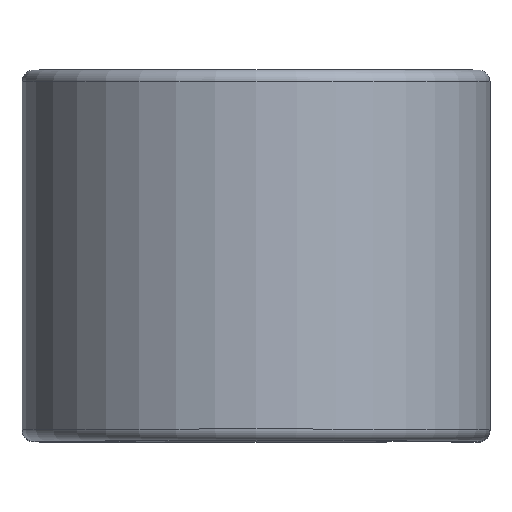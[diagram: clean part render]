
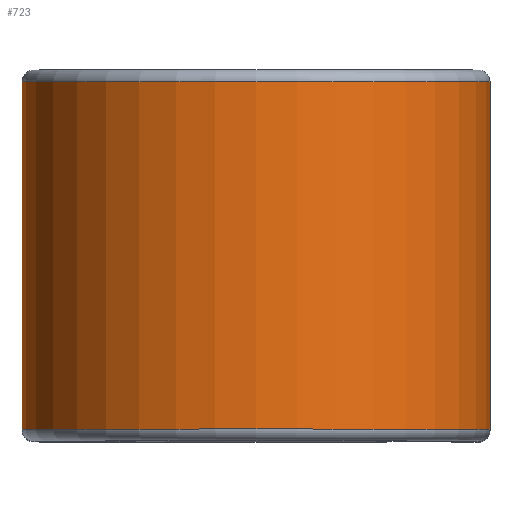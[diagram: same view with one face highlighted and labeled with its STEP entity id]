
A CAD part, top view. The second image highlights one B-rep face of the part: STEP entity #723.
In plain terms, the highlighted cylindrical face has radius 15.011 mm (diameter 30.023 mm), a partial arc.
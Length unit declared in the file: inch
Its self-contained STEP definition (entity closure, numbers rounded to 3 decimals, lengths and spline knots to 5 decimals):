
#111 = CARTESIAN_POINT ( 'NONE',  ( 0., 0.4375, 0.937 ) ) ;
#161 = DIRECTION ( 'NONE',  ( 0., 1., 0. ) ) ;
#260 = CARTESIAN_POINT ( 'NONE',  ( 0., -0.43875, 0.937 ) ) ;
#274 = CARTESIAN_POINT ( 'NONE',  ( -0.591, 0.43875, 0.937 ) ) ;
#462 = FACE_OUTER_BOUND ( 'NONE', #1182, .T. ) ;
#474 = ORIENTED_EDGE ( 'NONE', *, *, #829, .T. ) ;
#497 = DIRECTION ( 'NONE',  ( 0., 0., -1. ) ) ;
#512 = VERTEX_POINT ( 'NONE', #274 ) ;
#644 = CIRCLE ( 'NONE', #2998, 0.591 ) ;
#707 = VERTEX_POINT ( 'NONE', #1062 ) ;
#714 = CARTESIAN_POINT ( 'NONE',  ( -0.591, 0.43875, 0.937 ) ) ;
#723 = ADVANCED_FACE ( 'NONE', ( #462 ), #1973, .T. ) ;
#762 = CIRCLE ( 'NONE', #2792, 0.591 ) ;
#829 = EDGE_CURVE ( 'NONE', #2611, #707, #2686, .T. ) ;
#1046 = EDGE_CURVE ( 'NONE', #2611, #1176, #762, .T. ) ;
#1055 = LINE ( 'NONE', #714, #1590 ) ;
#1062 = CARTESIAN_POINT ( 'NONE',  ( 0.591, 0.43875, 0.937 ) ) ;
#1093 = CARTESIAN_POINT ( 'NONE',  ( 0., 0.43875, 0.937 ) ) ;
#1176 = VERTEX_POINT ( 'NONE', #2219 ) ;
#1182 = EDGE_LOOP ( 'NONE', ( #474, #1984, #2756, #1543 ) ) ;
#1325 = DIRECTION ( 'NONE',  ( 0., 0., -1. ) ) ;
#1410 = DIRECTION ( 'NONE',  ( 0., 1., 0. ) ) ;
#1518 = DIRECTION ( 'NONE',  ( 0., -1., 0. ) ) ;
#1543 = ORIENTED_EDGE ( 'NONE', *, *, #1046, .F. ) ;
#1590 = VECTOR ( 'NONE', #1410, 39.37008 ) ;
#1596 = VECTOR ( 'NONE', #161, 39.37008 ) ;
#1900 = DIRECTION ( 'NONE',  ( 0., -1., 0. ) ) ;
#1973 = CYLINDRICAL_SURFACE ( 'NONE', #2851, 0.591 ) ;
#1981 = EDGE_CURVE ( 'NONE', #707, #512, #644, .T. ) ;
#1984 = ORIENTED_EDGE ( 'NONE', *, *, #1981, .T. ) ;
#2219 = CARTESIAN_POINT ( 'NONE',  ( -0.591, -0.43875, 0.937 ) ) ;
#2260 = EDGE_CURVE ( 'NONE', #1176, #512, #1055, .T. ) ;
#2611 = VERTEX_POINT ( 'NONE', #2743 ) ;
#2686 = LINE ( 'NONE', #2964, #1596 ) ;
#2687 = DIRECTION ( 'NONE',  ( 0., 0., -1. ) ) ;
#2705 = DIRECTION ( 'NONE',  ( 0., -1., 0. ) ) ;
#2743 = CARTESIAN_POINT ( 'NONE',  ( 0.591, -0.43875, 0.937 ) ) ;
#2756 = ORIENTED_EDGE ( 'NONE', *, *, #2260, .F. ) ;
#2792 = AXIS2_PLACEMENT_3D ( 'NONE', #260, #1900, #497 ) ;
#2851 = AXIS2_PLACEMENT_3D ( 'NONE', #111, #1518, #2687 ) ;
#2964 = CARTESIAN_POINT ( 'NONE',  ( 0.591, 0.43875, 0.937 ) ) ;
#2998 = AXIS2_PLACEMENT_3D ( 'NONE', #1093, #2705, #1325 ) ;
